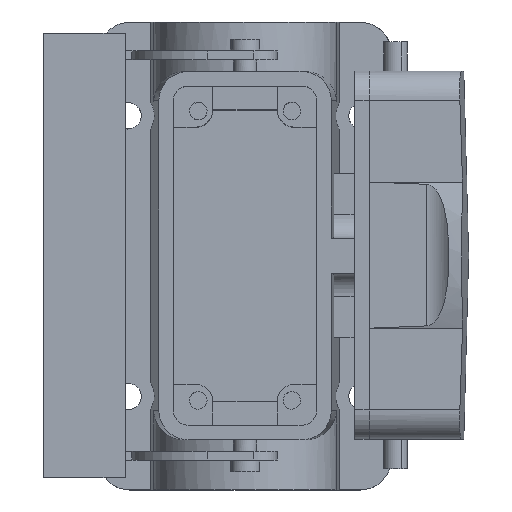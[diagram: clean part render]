
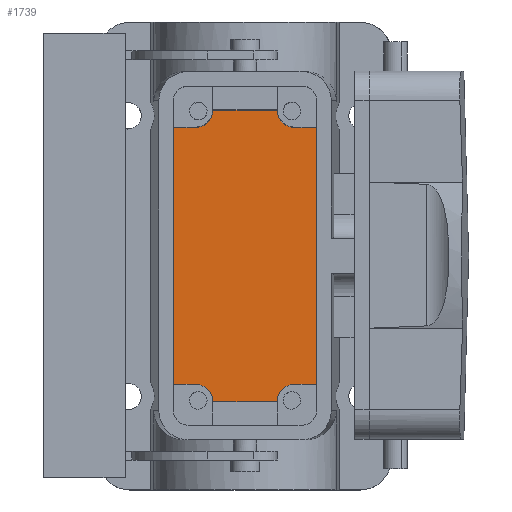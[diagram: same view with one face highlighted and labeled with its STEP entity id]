
A CAD part, top view. The second image highlights one B-rep face of the part: STEP entity #1739.
In plain terms, the highlighted planar face has unit normal (0, 0, 1).
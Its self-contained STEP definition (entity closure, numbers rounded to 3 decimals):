
#342=AXIS2_PLACEMENT_3D('Circle Axis2P3D',#340,#341,$) ;
#436=AXIS2_PLACEMENT_3D('Circle Axis2P3D',#434,#435,$) ;
#1662=AXIS2_PLACEMENT_3D('Plane Axis2P3D',#1659,#1660,#1661) ;
#1666=AXIS2_PLACEMENT_3D('Circle Axis2P3D',#1664,#1665,$) ;
#1715=AXIS2_PLACEMENT_3D('Circle Axis2P3D',#1713,#1714,$) ;
#337=CARTESIAN_POINT('Vertex',(29.,15.,4.5)) ;
#340=CARTESIAN_POINT('Axis2P3D Location',(26.,15.,4.5)) ;
#344=CARTESIAN_POINT('Vertex',(26.,18.,4.5)) ;
#431=CARTESIAN_POINT('Vertex',(43.,18.,4.5)) ;
#434=CARTESIAN_POINT('Axis2P3D Location',(43.,15.,4.5)) ;
#438=CARTESIAN_POINT('Vertex',(40.,15.,4.5)) ;
#457=CARTESIAN_POINT('Line Origine',(34.5,15.,4.5)) ;
#1659=CARTESIAN_POINT('Axis2P3D Location',(34.5,40.,4.5)) ;
#1664=CARTESIAN_POINT('Axis2P3D Location',(26.,65.,4.5)) ;
#1668=CARTESIAN_POINT('Vertex',(26.,62.,4.5)) ;
#1670=CARTESIAN_POINT('Vertex',(29.,65.,4.5)) ;
#1673=CARTESIAN_POINT('Line Origine',(24.125,62.,4.5)) ;
#1677=CARTESIAN_POINT('Vertex',(22.25,62.,4.5)) ;
#1680=CARTESIAN_POINT('Line Origine',(22.25,40.,4.5)) ;
#1684=CARTESIAN_POINT('Vertex',(22.25,18.,4.5)) ;
#1687=CARTESIAN_POINT('Line Origine',(24.125,18.,4.5)) ;
#1692=CARTESIAN_POINT('Line Origine',(44.875,18.,4.5)) ;
#1696=CARTESIAN_POINT('Vertex',(46.75,18.,4.5)) ;
#1699=CARTESIAN_POINT('Line Origine',(46.75,40.,4.5)) ;
#1703=CARTESIAN_POINT('Vertex',(46.75,62.,4.5)) ;
#1706=CARTESIAN_POINT('Line Origine',(44.875,62.,4.5)) ;
#1710=CARTESIAN_POINT('Vertex',(43.,62.,4.5)) ;
#1713=CARTESIAN_POINT('Axis2P3D Location',(43.,65.,4.5)) ;
#1717=CARTESIAN_POINT('Vertex',(40.,65.,4.5)) ;
#1720=CARTESIAN_POINT('Line Origine',(34.5,65.,4.5)) ;
#341=DIRECTION('Axis2P3D Direction',(0.,0.,-1.)) ;
#435=DIRECTION('Axis2P3D Direction',(-0.,0.,-1.)) ;
#458=DIRECTION('Vector Direction',(-1.,0.,0.)) ;
#1660=DIRECTION('Axis2P3D Direction',(-0.,0.,1.)) ;
#1661=DIRECTION('Axis2P3D XDirection',(0.,-1.,0.)) ;
#1665=DIRECTION('Axis2P3D Direction',(-0.,0.,1.)) ;
#1674=DIRECTION('Vector Direction',(-1.,0.,0.)) ;
#1681=DIRECTION('Vector Direction',(0.,1.,0.)) ;
#1688=DIRECTION('Vector Direction',(-1.,0.,0.)) ;
#1693=DIRECTION('Vector Direction',(1.,0.,0.)) ;
#1700=DIRECTION('Vector Direction',(0.,-1.,0.)) ;
#1707=DIRECTION('Vector Direction',(1.,0.,0.)) ;
#1714=DIRECTION('Axis2P3D Direction',(-0.,0.,1.)) ;
#1721=DIRECTION('Vector Direction',(-1.,0.,0.)) ;
#459=VECTOR('Line Direction',#458,1.) ;
#1675=VECTOR('Line Direction',#1674,1.) ;
#1682=VECTOR('Line Direction',#1681,1.) ;
#1689=VECTOR('Line Direction',#1688,1.) ;
#1694=VECTOR('Line Direction',#1693,1.) ;
#1701=VECTOR('Line Direction',#1700,1.) ;
#1708=VECTOR('Line Direction',#1707,1.) ;
#1722=VECTOR('Line Direction',#1721,1.) ;
#1726=ORIENTED_EDGE('',*,*,#1672,.F.) ;
#1727=ORIENTED_EDGE('',*,*,#1679,.T.) ;
#1728=ORIENTED_EDGE('',*,*,#1686,.T.) ;
#1729=ORIENTED_EDGE('',*,*,#1691,.F.) ;
#1730=ORIENTED_EDGE('',*,*,#346,.F.) ;
#1731=ORIENTED_EDGE('',*,*,#461,.F.) ;
#1732=ORIENTED_EDGE('',*,*,#440,.F.) ;
#1733=ORIENTED_EDGE('',*,*,#1698,.T.) ;
#1734=ORIENTED_EDGE('',*,*,#1705,.T.) ;
#1735=ORIENTED_EDGE('',*,*,#1712,.F.) ;
#1736=ORIENTED_EDGE('',*,*,#1719,.F.) ;
#1737=ORIENTED_EDGE('',*,*,#1724,.T.) ;
#1739=ADVANCED_FACE('Housing',(#1738),#1663,.T.) ;
#343=CIRCLE('generated circle',#342,3.) ;
#437=CIRCLE('generated circle',#436,3.) ;
#1667=CIRCLE('generated circle',#1666,3.) ;
#1716=CIRCLE('generated circle',#1715,3.) ;
#346=EDGE_CURVE('',#338,#345,#343,.F.) ;
#440=EDGE_CURVE('',#432,#439,#437,.F.) ;
#461=EDGE_CURVE('',#439,#338,#460,.T.) ;
#1672=EDGE_CURVE('',#1669,#1671,#1667,.T.) ;
#1679=EDGE_CURVE('',#1669,#1678,#1676,.T.) ;
#1686=EDGE_CURVE('',#1678,#1685,#1683,.F.) ;
#1691=EDGE_CURVE('',#345,#1685,#1690,.T.) ;
#1698=EDGE_CURVE('',#432,#1697,#1695,.T.) ;
#1705=EDGE_CURVE('',#1697,#1704,#1702,.F.) ;
#1712=EDGE_CURVE('',#1711,#1704,#1709,.T.) ;
#1719=EDGE_CURVE('',#1718,#1711,#1716,.T.) ;
#1724=EDGE_CURVE('',#1718,#1671,#1723,.T.) ;
#1725=EDGE_LOOP('',(#1726,#1727,#1728,#1729,#1730,#1731,#1732,#1733,#1734,#1735,#1736,#1737)) ;
#1738=FACE_OUTER_BOUND('',#1725,.T.) ;
#460=LINE('Line',#457,#459) ;
#1676=LINE('Line',#1673,#1675) ;
#1683=LINE('Line',#1680,#1682) ;
#1690=LINE('Line',#1687,#1689) ;
#1695=LINE('Line',#1692,#1694) ;
#1702=LINE('Line',#1699,#1701) ;
#1709=LINE('Line',#1706,#1708) ;
#1723=LINE('Line',#1720,#1722) ;
#1663=PLANE('',#1662) ;
#338=VERTEX_POINT('',#337) ;
#345=VERTEX_POINT('',#344) ;
#432=VERTEX_POINT('',#431) ;
#439=VERTEX_POINT('',#438) ;
#1669=VERTEX_POINT('',#1668) ;
#1671=VERTEX_POINT('',#1670) ;
#1678=VERTEX_POINT('',#1677) ;
#1685=VERTEX_POINT('',#1684) ;
#1697=VERTEX_POINT('',#1696) ;
#1704=VERTEX_POINT('',#1703) ;
#1711=VERTEX_POINT('',#1710) ;
#1718=VERTEX_POINT('',#1717) ;
